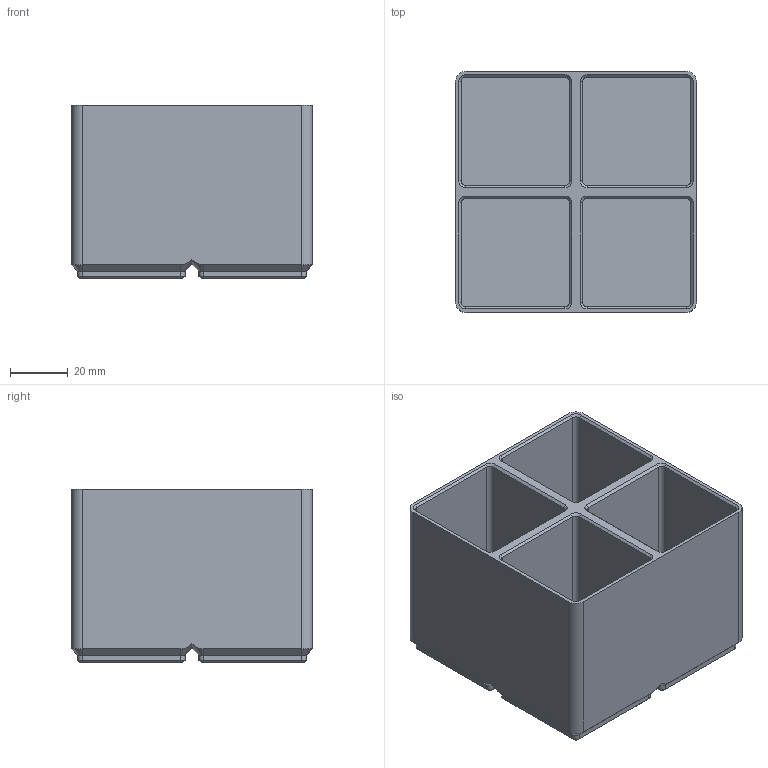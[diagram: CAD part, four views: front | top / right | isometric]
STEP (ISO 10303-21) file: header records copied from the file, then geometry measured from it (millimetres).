
FILE_DESCRIPTION(('Creo Elements/Direct Modeling STEP Export'),'2;1');
FILE_NAME('Gridfinity-2x2x60-01.stp','2023-01-13T10:27:00',(''),(''),'Creo Elements/Direct Modeling STEP processor for AP214 (Solid Model)','Creo Elements/Direct Modeling 20.3A 20-Jun-2020 (C) Parametric Technology GmbH','');
FILE_SCHEMA(('AUTOMOTIVE_DESIGN { 1 0 10303 214 1 1 1 1 }'));
Length unit declared in the file: millimetre
Products named in the file (2): 2x2x60-01
Assembly tree (1 placements, depth 2):
  2x2x60-01
    2x2x60-01
Bounding box: 83.5 x 83.5 x 60 mm (x, y, z)
Volume: 112554.2 mm3; surface area: 65955.1 mm2
Topology: 1 solids, 1 shells, 273 faces, 592 edges, 357 vertices
Faces by surface type: plane 125, cylinder 100, cone 48
Entity records: 7994 total; most frequent: CARTESIAN_POINT 2119, DIRECTION 1216, ORIENTED_EDGE 1184, EDGE_CURVE 592, AXIS2_PLACEMENT_3D 436, VERTEX_POINT 357, VECTOR 344, LINE 344
